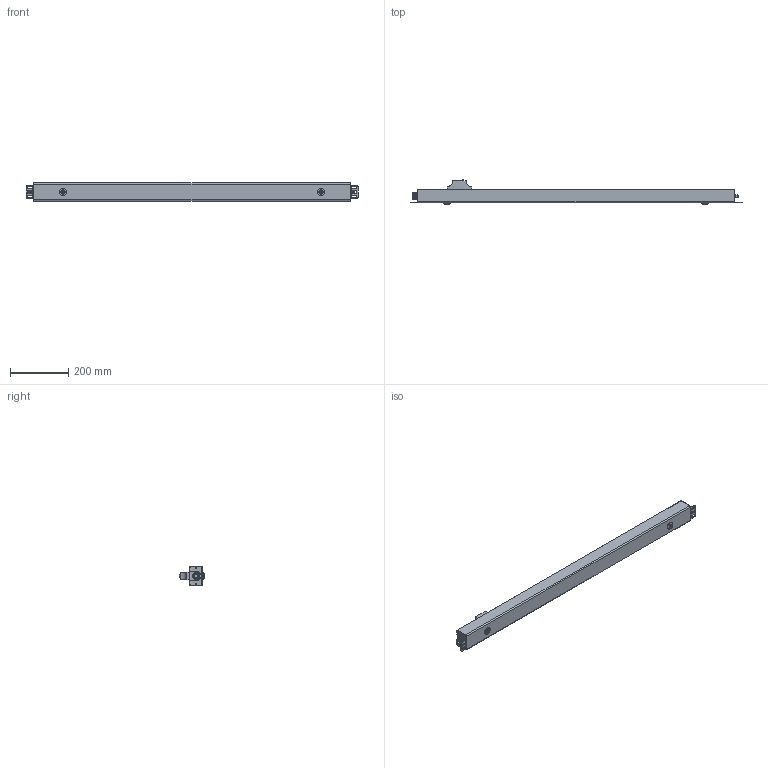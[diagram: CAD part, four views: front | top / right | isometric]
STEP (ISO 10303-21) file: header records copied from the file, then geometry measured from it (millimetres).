
FILE_DESCRIPTION((''),'2;1');
FILE_NAME('19-BS-PV13-20D-11_ASM','2023-01-29T',('ROG TT'),(''),'PRO/ENGINEER BY PARAMETRIC TECHNOLOGY CORPORATION, 2001280','PRO/ENGINEER BY PARAMETRIC TECHNOLOGY CORPORATION, 2001280','');
FILE_SCHEMA(('CONFIG_CONTROL_DESIGN'));
Length unit declared in the file: millimetre
Products named in the file (7): 19-BS-PV13-20D-11; M6_LUOMAO; PG11_SUOTOU1; GUOER_HULU; GER_E; PG25_GUAER_1; 19-BS-PV13-20D-11_ASM
Assembly tree (28 placements, depth 2):
  19-BS-PV13-20D-11_ASM
    19-BS-PV13-20D-11
    M6_LUOMAO  x2
    PG11_SUOTOU1
    GUOER_HULU  x2
    GER_E  x20
    PG25_GUAER_1  x2
Bounding box: 1138 x 86.9 x 62.5 mm (x, y, z)
Volume: 2671203.2 mm3; surface area: 358817.9 mm2
Topology: 28 solids, 28 shells, 2066 faces, 5266 edges, 3334 vertices
Faces by surface type: plane 1041, cylinder 582, bspline 261, cone 98, torus 84
Entity records: 38440 total; most frequent: CARTESIAN_POINT 11073, ORIENTED_EDGE 5740, DIRECTION 5558, EDGE_CURVE 2870, VECTOR 1926, LINE 1926, VERTEX_POINT 1894, AXIS2_PLACEMENT_3D 1816
